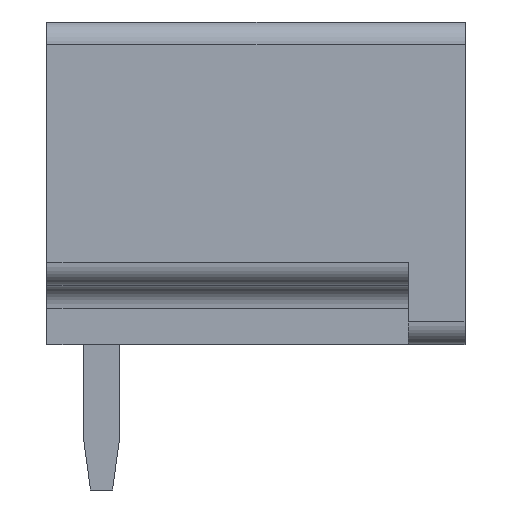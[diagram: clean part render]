
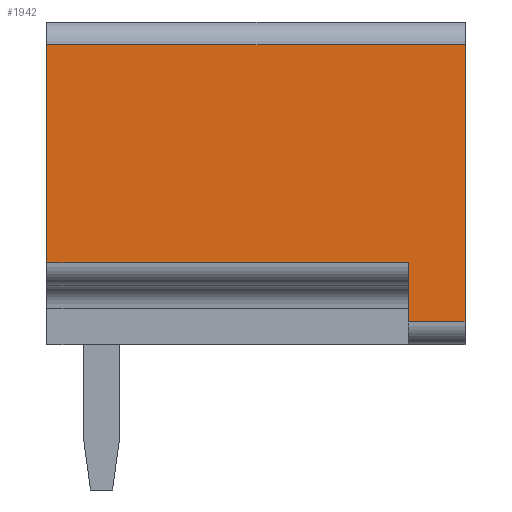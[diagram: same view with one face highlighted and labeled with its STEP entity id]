
A CAD part, left-side view. The second image highlights one B-rep face of the part: STEP entity #1942.
In plain terms, the highlighted planar face has unit normal (-1, 0, 0).
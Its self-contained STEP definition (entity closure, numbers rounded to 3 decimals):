
#1906=AXIS2_PLACEMENT_3D('Plane Axis2P3D',#1903,#1904,#1905) ;
#188=CARTESIAN_POINT('Vertex',(0.,0.,9.8)) ;
#191=CARTESIAN_POINT('Line Origine',(0.,0.,6.75)) ;
#195=CARTESIAN_POINT('Vertex',(0.,0.,3.7)) ;
#1884=CARTESIAN_POINT('Line Origine',(0.,4.6,9.8)) ;
#1888=CARTESIAN_POINT('Vertex',(0.,9.2,9.8)) ;
#1903=CARTESIAN_POINT('Axis2P3D Location',(0.,0.,3.7)) ;
#1908=CARTESIAN_POINT('Line Origine',(0.,0.625,3.7)) ;
#1912=CARTESIAN_POINT('Vertex',(0.,1.25,3.7)) ;
#1915=CARTESIAN_POINT('Line Origine',(0.,9.2,7.4)) ;
#1919=CARTESIAN_POINT('Vertex',(0.,9.2,5.)) ;
#1922=CARTESIAN_POINT('Line Origine',(0.,5.225,5.)) ;
#1926=CARTESIAN_POINT('Vertex',(0.,1.25,5.)) ;
#1929=CARTESIAN_POINT('Line Origine',(0.,1.25,4.35)) ;
#192=DIRECTION('Vector Direction',(0.,0.,1.)) ;
#1885=DIRECTION('Vector Direction',(0.,1.,0.)) ;
#1904=DIRECTION('Axis2P3D Direction',(-1.,0.,0.)) ;
#1905=DIRECTION('Axis2P3D XDirection',(0.,0.,1.)) ;
#1909=DIRECTION('Vector Direction',(0.,1.,0.)) ;
#1916=DIRECTION('Vector Direction',(0.,0.,1.)) ;
#1923=DIRECTION('Vector Direction',(0.,1.,0.)) ;
#1930=DIRECTION('Vector Direction',(0.,0.,-1.)) ;
#193=VECTOR('Line Direction',#192,1.) ;
#1886=VECTOR('Line Direction',#1885,1.) ;
#1910=VECTOR('Line Direction',#1909,1.) ;
#1917=VECTOR('Line Direction',#1916,1.) ;
#1924=VECTOR('Line Direction',#1923,1.) ;
#1931=VECTOR('Line Direction',#1930,1.) ;
#1935=ORIENTED_EDGE('',*,*,#1914,.F.) ;
#1936=ORIENTED_EDGE('',*,*,#197,.T.) ;
#1937=ORIENTED_EDGE('',*,*,#1890,.T.) ;
#1938=ORIENTED_EDGE('',*,*,#1921,.F.) ;
#1939=ORIENTED_EDGE('',*,*,#1928,.F.) ;
#1940=ORIENTED_EDGE('',*,*,#1933,.T.) ;
#1942=ADVANCED_FACE('Housing',(#1941),#1907,.T.) ;
#197=EDGE_CURVE('',#196,#189,#194,.T.) ;
#1890=EDGE_CURVE('',#189,#1889,#1887,.T.) ;
#1914=EDGE_CURVE('',#196,#1913,#1911,.T.) ;
#1921=EDGE_CURVE('',#1920,#1889,#1918,.T.) ;
#1928=EDGE_CURVE('',#1927,#1920,#1925,.T.) ;
#1933=EDGE_CURVE('',#1927,#1913,#1932,.T.) ;
#1934=EDGE_LOOP('',(#1935,#1936,#1937,#1938,#1939,#1940)) ;
#1941=FACE_OUTER_BOUND('',#1934,.T.) ;
#194=LINE('Line',#191,#193) ;
#1887=LINE('Line',#1884,#1886) ;
#1911=LINE('Line',#1908,#1910) ;
#1918=LINE('Line',#1915,#1917) ;
#1925=LINE('Line',#1922,#1924) ;
#1932=LINE('Line',#1929,#1931) ;
#1907=PLANE('',#1906) ;
#189=VERTEX_POINT('',#188) ;
#196=VERTEX_POINT('',#195) ;
#1889=VERTEX_POINT('',#1888) ;
#1913=VERTEX_POINT('',#1912) ;
#1920=VERTEX_POINT('',#1919) ;
#1927=VERTEX_POINT('',#1926) ;
